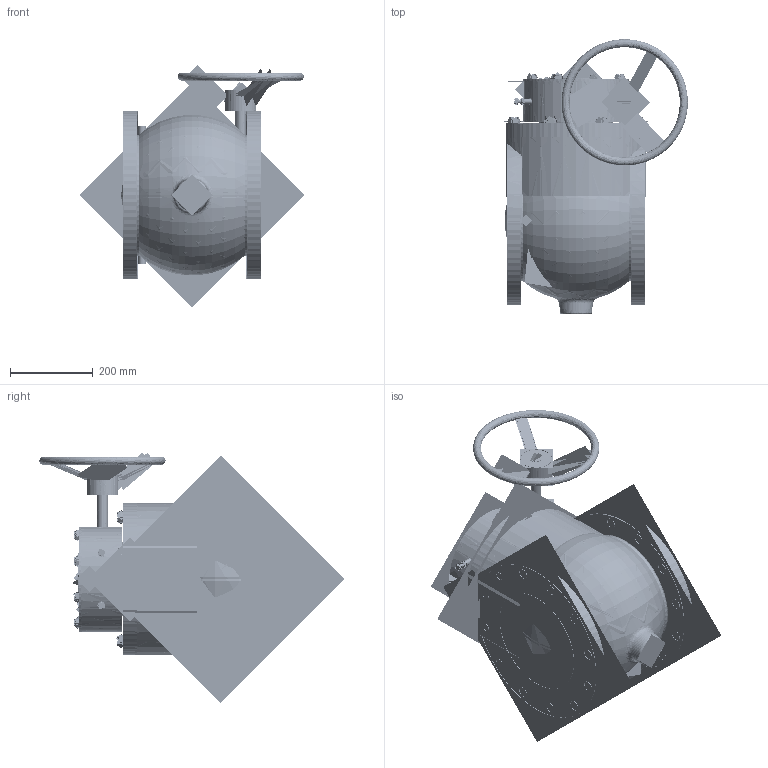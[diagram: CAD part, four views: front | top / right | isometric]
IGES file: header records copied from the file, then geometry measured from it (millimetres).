
Start section:  PTC IGES file: plug_flxfl-10in-handwheel_asm.igs
Global section: file name: plug_flxfl-10in-handwheel_asm.igs; native system: Creo Parametric by Parametric Technology Corporation; preprocessor: 2013050; author: HAPPY; organization: Unknown; date: 20170128.152351; units: inch
Bounding box: 542.02 x 737.23 x 613.09 mm (x, y, z)
Volume: 27841987.9 mm3; surface area: 12919811.8 mm2
Topology: 71 solids, 71 shells, 3398 faces, 16729 edges, 21156 vertices
Faces by surface type: revolution 2048, bspline 1244, extrusion 106
